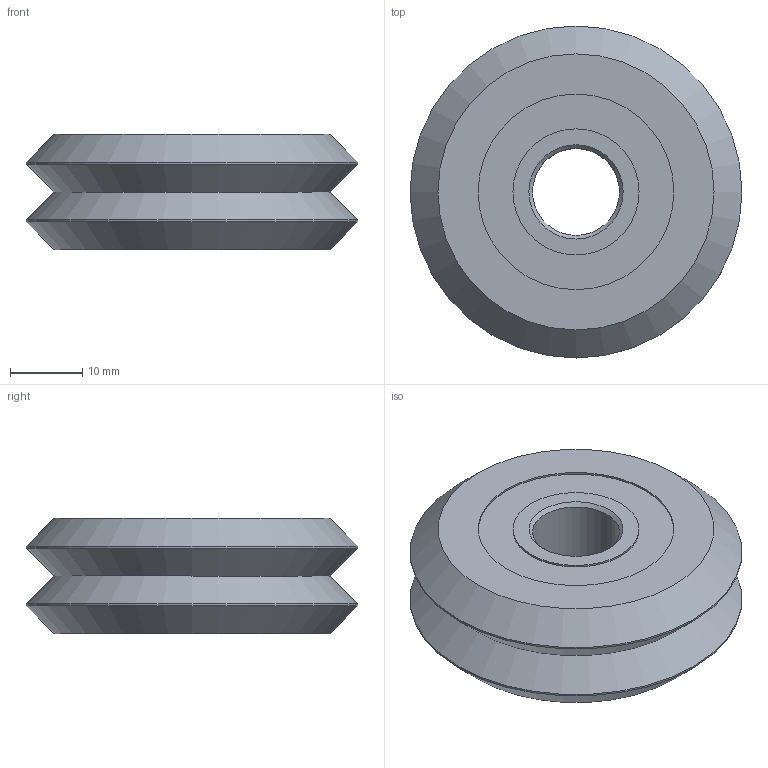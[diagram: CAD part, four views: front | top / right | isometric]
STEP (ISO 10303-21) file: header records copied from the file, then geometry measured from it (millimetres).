
FILE_DESCRIPTION( ( 'STEP AP203' ), '1' );
FILE_NAME( 'VW3_0__2_03.stp', ' ', ( ' ' ), ( ' ' ), 'PSStep 15.0.47', 'PARTsolutions', ' ' );
FILE_SCHEMA( ( 'CONFIG_CONTROL_DESIGN' ) );
Length unit declared in the file: inch
Products named in the file (2): VW3(0); _VW3_W
Assembly tree (1 placements, depth 2):
  VW3(0)
    _VW3_W
Bounding box: 45.8 x 45.8 x 15.88 mm (x, y, z)
Volume: 20151.7 mm3; surface area: 5639.7 mm2
Topology: 1 solids, 1 shells, 19 faces, 32 edges, 19 vertices
Faces by surface type: cylinder 7, cone 6, plane 6
Full cylindrical faces by diameter (mm): 12 x1, 17.4 x2, 27 x2, 45.796 x2
Entity records: 467 total; most frequent: DIRECTION 80, CARTESIAN_POINT 59, AXIS2_PLACEMENT_3D 40, EDGE_LOOP 38, ORIENTED_EDGE 38, FACE_OUTER_BOUND 26, ADVANCED_FACE 19, EDGE_CURVE 19
